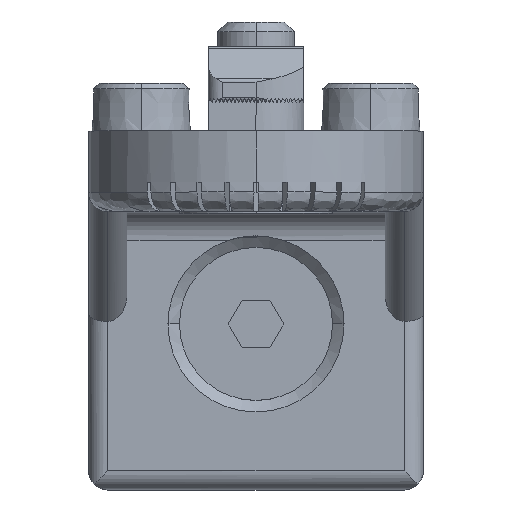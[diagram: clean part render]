
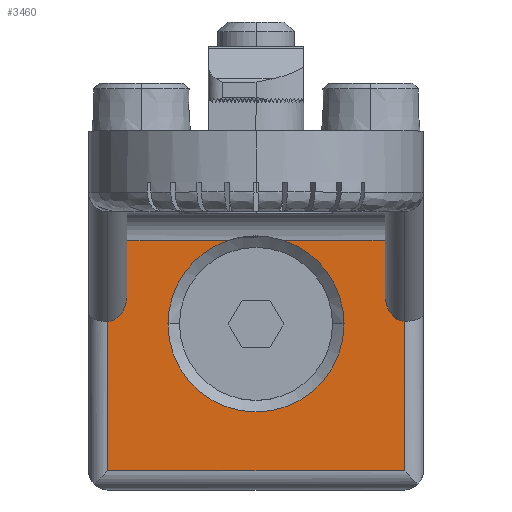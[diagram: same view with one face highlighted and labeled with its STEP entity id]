
A CAD part, top view. The second image highlights one B-rep face of the part: STEP entity #3460.
In plain terms, the highlighted planar face has unit normal (0, 0, 1).
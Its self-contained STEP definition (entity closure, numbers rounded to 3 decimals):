
#270 = LINE ( 'NONE', #15032, #16609 ) ;
#554 = DIRECTION ( 'NONE',  ( 0., -1., 0. ) ) ;
#1103 = DIRECTION ( 'NONE',  ( 1., 0., 0. ) ) ;
#1157 = ORIENTED_EDGE ( 'NONE', *, *, #16204, .T. ) ;
#1520 = CIRCLE ( 'NONE', #15671, 9.205 ) ;
#2449 = CARTESIAN_POINT ( 'NONE',  ( -13.5, -18.713, 8.4 ) ) ;
#2478 = VERTEX_POINT ( 'NONE', #17057 ) ;
#2762 = EDGE_CURVE ( 'NONE', #16511, #2838, #270, .T. ) ;
#2838 = VERTEX_POINT ( 'NONE', #16472 ) ;
#2904 = DIRECTION ( 'NONE',  ( 1., 0., 0. ) ) ;
#2996 = CARTESIAN_POINT ( 'NONE',  ( 15.5, -19.884, 8.4 ) ) ;
#3201 = CARTESIAN_POINT ( 'NONE',  ( -9.205, -20.15, 8.4 ) ) ;
#3405 = VERTEX_POINT ( 'NONE', #13675 ) ;
#3460 = ADVANCED_FACE ( 'NONE', ( #11135 ), #6221, .T. ) ;
#4086 = CARTESIAN_POINT ( 'NONE',  ( -15.5, -35.5, 8.4 ) ) ;
#4231 = CARTESIAN_POINT ( 'NONE',  ( -13.5, -17.056, 8.4 ) ) ;
#4395 = VECTOR ( 'NONE', #554, 1000. ) ;
#4439 = EDGE_CURVE ( 'NONE', #14306, #5813, #16446, .T. ) ;
#4614 = DIRECTION ( 'NONE',  ( 1., 0., 0. ) ) ;
#4792 = CARTESIAN_POINT ( 'NONE',  ( 0., -20.15, 8.4 ) ) ;
#5047 = EDGE_CURVE ( 'NONE', #5813, #5344, #14527, .T. ) ;
#5344 = VERTEX_POINT ( 'NONE', #11273 ) ;
#5390 = VERTEX_POINT ( 'NONE', #3201 ) ;
#5576 = ORIENTED_EDGE ( 'NONE', *, *, #11162, .T. ) ;
#5813 = VERTEX_POINT ( 'NONE', #8992 ) ;
#6195 = CARTESIAN_POINT ( 'NONE',  ( 13.5, -17.056, 8.4 ) ) ;
#6221 = PLANE ( 'NONE',  #9490 ) ;
#6463 = VECTOR ( 'NONE', #8341, 1000. ) ;
#6546 = ORIENTED_EDGE ( 'NONE', *, *, #6967, .F. ) ;
#6772 = VERTEX_POINT ( 'NONE', #2996 ) ;
#6967 = EDGE_CURVE ( 'NONE', #6772, #12728, #18663, .T. ) ;
#6977 = CARTESIAN_POINT ( 'NONE',  ( 13.5, -11.4, 8.4 ) ) ;
#7023 = AXIS2_PLACEMENT_3D ( 'NONE', #4792, #17460, #12658 ) ;
#7785 = VERTEX_POINT ( 'NONE', #6195 ) ;
#7795 = ORIENTED_EDGE ( 'NONE', *, *, #10955, .F. ) ;
#7890 = CARTESIAN_POINT ( 'NONE',  ( -17.5, -37.5, 8.4 ) ) ;
#8341 = DIRECTION ( 'NONE',  ( -1., 0., 0. ) ) ;
#8586 = EDGE_LOOP ( 'NONE', ( #1157, #5576, #12974, #14468, #19437, #19233, #18474, #7795, #10025, #9115, #6546, #11583 ) ) ;
#8769 = VECTOR ( 'NONE', #19247, 1000. ) ;
#8992 = CARTESIAN_POINT ( 'NONE',  ( -13.5, -11.4, 8.4 ) ) ;
#9115 = ORIENTED_EDGE ( 'NONE', *, *, #12293, .F. ) ;
#9407 = DIRECTION ( 'NONE',  ( 0., 0., -1. ) ) ;
#9490 = AXIS2_PLACEMENT_3D ( 'NONE', #7890, #18753, #4614 ) ;
#9578 = DIRECTION ( 'NONE',  ( 0., 1., 0. ) ) ;
#9872 =( BOUNDED_CURVE ( )  B_SPLINE_CURVE ( 3, ( #11894, #15159, #2449, #4231 ),
 .UNSPECIFIED., .F., .F. ) 
 B_SPLINE_CURVE_WITH_KNOTS ( ( 4, 4 ),
 ( 3.142, 4.712 ),
 .UNSPECIFIED. ) 
 CURVE ( )  GEOMETRIC_REPRESENTATION_ITEM ( )  RATIONAL_B_SPLINE_CURVE ( ( 1., 0.805, 0.805, 1. ) ) 
 REPRESENTATION_ITEM ( '' )  );
#10025 = ORIENTED_EDGE ( 'NONE', *, *, #2762, .F. ) ;
#10401 = DIRECTION ( 'NONE',  ( 0., 1., 0. ) ) ;
#10609 = DIRECTION ( 'NONE',  ( 0., 0., -1. ) ) ;
#10712 = CARTESIAN_POINT ( 'NONE',  ( 13.5, -17.056, 8.4 ) ) ;
#10955 = EDGE_CURVE ( 'NONE', #2838, #5344, #9872, .T. ) ;
#11111 = LINE ( 'NONE', #17359, #18044 ) ;
#11135 = FACE_OUTER_BOUND ( 'NONE', #8586, .T. ) ;
#11162 = EDGE_CURVE ( 'NONE', #17045, #3405, #11111, .T. ) ;
#11191 = CARTESIAN_POINT ( 'NONE',  ( -2.859, -11.4, 8.4 ) ) ;
#11252 = VECTOR ( 'NONE', #13133, 1000. ) ;
#11273 = CARTESIAN_POINT ( 'NONE',  ( -13.5, -17.056, 8.4 ) ) ;
#11583 = ORIENTED_EDGE ( 'NONE', *, *, #19831, .F. ) ;
#11706 = EDGE_CURVE ( 'NONE', #2478, #5390, #1520, .T. ) ;
#11875 = AXIS2_PLACEMENT_3D ( 'NONE', #20099, #10609, #1103 ) ;
#11894 = CARTESIAN_POINT ( 'NONE',  ( -15.5, -19.884, 8.4 ) ) ;
#12293 = EDGE_CURVE ( 'NONE', #12728, #16511, #12626, .T. ) ;
#12499 = CARTESIAN_POINT ( 'NONE',  ( 15.5, -19.884, 8.4 ) ) ;
#12518 = CIRCLE ( 'NONE', #7023, 9.205 ) ;
#12626 = LINE ( 'NONE', #17669, #6463 ) ;
#12658 = DIRECTION ( 'NONE',  ( 1., 0., 0. ) ) ;
#12728 = VERTEX_POINT ( 'NONE', #18058 ) ;
#12974 = ORIENTED_EDGE ( 'NONE', *, *, #15244, .T. ) ;
#12998 = VECTOR ( 'NONE', #9578, 1000. ) ;
#13064 = CARTESIAN_POINT ( 'NONE',  ( 15.5, -8.4, 8.4 ) ) ;
#13133 = DIRECTION ( 'NONE',  ( -1., 0., 0. ) ) ;
#13675 = CARTESIAN_POINT ( 'NONE',  ( 2.859, -11.4, 8.4 ) ) ;
#14087 = CARTESIAN_POINT ( 'NONE',  ( 0., -20.15, 8.4 ) ) ;
#14306 = VERTEX_POINT ( 'NONE', #11191 ) ;
#14468 = ORIENTED_EDGE ( 'NONE', *, *, #11706, .T. ) ;
#14527 = LINE ( 'NONE', #19681, #4395 ) ;
#14743 = CARTESIAN_POINT ( 'NONE',  ( 13.5, -37.5, 8.4 ) ) ;
#15032 = CARTESIAN_POINT ( 'NONE',  ( -15.5, -8.4, 8.4 ) ) ;
#15159 = CARTESIAN_POINT ( 'NONE',  ( -14.328, -19.884, 8.4 ) ) ;
#15244 = EDGE_CURVE ( 'NONE', #3405, #2478, #12518, .T. ) ;
#15671 = AXIS2_PLACEMENT_3D ( 'NONE', #14087, #9407, #2904 ) ;
#16204 = EDGE_CURVE ( 'NONE', #7785, #17045, #17224, .T. ) ;
#16254 = CARTESIAN_POINT ( 'NONE',  ( -17.5, -11.4, 8.4 ) ) ;
#16446 = LINE ( 'NONE', #16254, #11252 ) ;
#16472 = CARTESIAN_POINT ( 'NONE',  ( -15.5, -19.884, 8.4 ) ) ;
#16511 = VERTEX_POINT ( 'NONE', #4086 ) ;
#16609 = VECTOR ( 'NONE', #10401, 1000. ) ;
#17045 = VERTEX_POINT ( 'NONE', #6977 ) ;
#17057 = CARTESIAN_POINT ( 'NONE',  ( 9.205, -20.15, 8.4 ) ) ;
#17224 = LINE ( 'NONE', #14743, #12998 ) ;
#17359 = CARTESIAN_POINT ( 'NONE',  ( -17.5, -11.4, 8.4 ) ) ;
#17460 = DIRECTION ( 'NONE',  ( 0., 0., -1. ) ) ;
#17513 = DIRECTION ( 'NONE',  ( -1., 0., 0. ) ) ;
#17579 = EDGE_CURVE ( 'NONE', #5390, #14306, #18434, .T. ) ;
#17669 = CARTESIAN_POINT ( 'NONE',  ( 17.5, -35.5, 8.4 ) ) ;
#18044 = VECTOR ( 'NONE', #17513, 1000. ) ;
#18058 = CARTESIAN_POINT ( 'NONE',  ( 15.5, -35.5, 8.4 ) ) ;
#18434 = CIRCLE ( 'NONE', #11875, 9.205 ) ;
#18474 = ORIENTED_EDGE ( 'NONE', *, *, #5047, .T. ) ;
#18619 = CARTESIAN_POINT ( 'NONE',  ( 14.328, -19.884, 8.4 ) ) ;
#18663 = LINE ( 'NONE', #13064, #8769 ) ;
#18753 = DIRECTION ( 'NONE',  ( 0., 0., 1. ) ) ;
#19233 = ORIENTED_EDGE ( 'NONE', *, *, #4439, .T. ) ;
#19247 = DIRECTION ( 'NONE',  ( 0., -1., 0. ) ) ;
#19437 = ORIENTED_EDGE ( 'NONE', *, *, #17579, .T. ) ;
#19681 = CARTESIAN_POINT ( 'NONE',  ( -13.5, -37.5, 8.4 ) ) ;
#19831 = EDGE_CURVE ( 'NONE', #7785, #6772, #20200, .T. ) ;
#20099 = CARTESIAN_POINT ( 'NONE',  ( 0., -20.15, 8.4 ) ) ;
#20200 =( BOUNDED_CURVE ( )  B_SPLINE_CURVE ( 3, ( #10712, #20331, #18619, #12499 ),
 .UNSPECIFIED., .F., .F. ) 
 B_SPLINE_CURVE_WITH_KNOTS ( ( 4, 4 ),
 ( 1.571, 3.142 ),
 .UNSPECIFIED. ) 
 CURVE ( )  GEOMETRIC_REPRESENTATION_ITEM ( )  RATIONAL_B_SPLINE_CURVE ( ( 1., 0.805, 0.805, 1. ) ) 
 REPRESENTATION_ITEM ( '' )  );
#20331 = CARTESIAN_POINT ( 'NONE',  ( 13.5, -18.713, 8.4 ) ) ;
